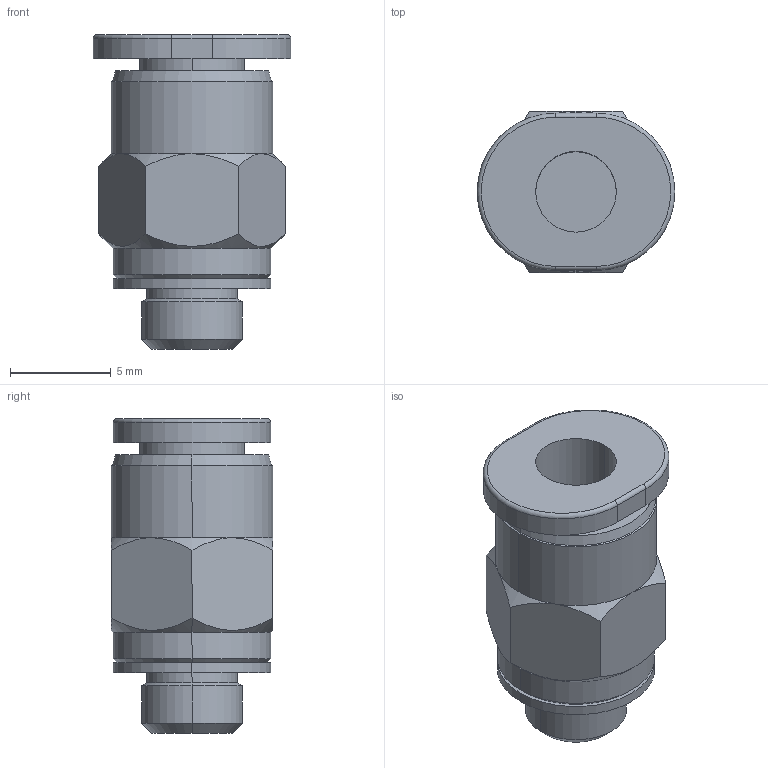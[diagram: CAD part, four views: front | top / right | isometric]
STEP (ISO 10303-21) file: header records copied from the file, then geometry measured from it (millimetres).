
FILE_DESCRIPTION(/* description */ ('AP214 STEP file'),/* implementation_level */ '2;1');
FILE_NAME(/* name */ 'PC4-M5M',/* time_stamp */ '2013-01-10T18:01:54+09:00',/* author */ (''),/* organization */ (''),/* preprocessor_version */ '.stp',/* originating_system */ 'UNIGRAPHICS',/* authorisation */ '');
FILE_SCHEMA (('AUTOMOTIVE_DESIGN'));
Length unit declared in the file: millimetre
Products named in the file (1): PC4-M5M
Bounding box: 9.8 x 8 x 15.6 mm (x, y, z)
Volume: 563.9 mm3; surface area: 696.6 mm2
Topology: 1 solids, 1 shells, 53 faces, 112 edges, 66 vertices
Faces by surface type: cone 18, cylinder 18, plane 15, torus 2
Entity records: 1355 total; most frequent: CARTESIAN_POINT 287, ORIENTED_EDGE 224, EDGE_CURVE 112, STYLED_ITEM 112, AXIS2_PLACEMENT_3D 106, VERTEX_POINT 66, EDGE_LOOP 58, ADVANCED_FACE 53
